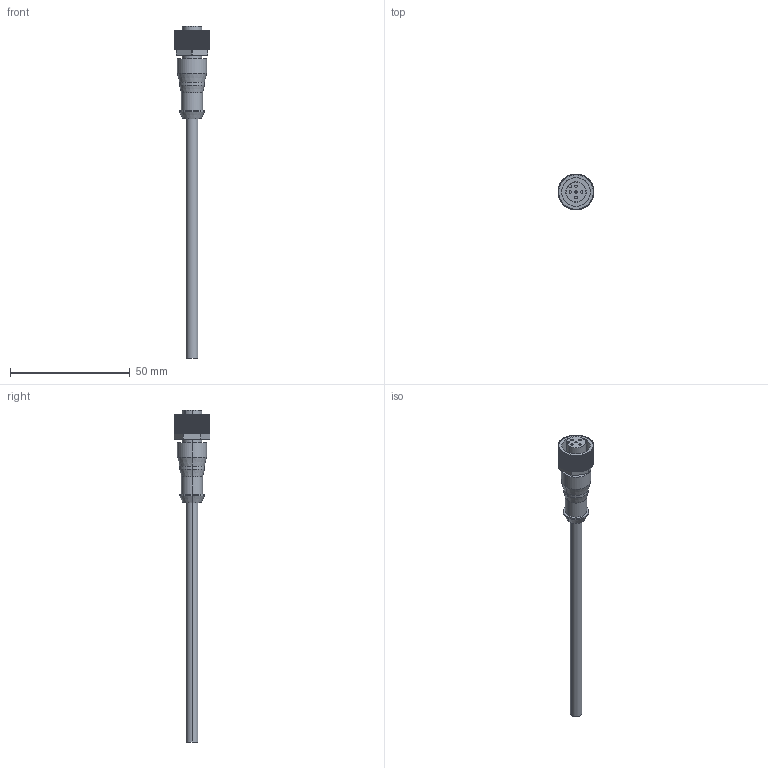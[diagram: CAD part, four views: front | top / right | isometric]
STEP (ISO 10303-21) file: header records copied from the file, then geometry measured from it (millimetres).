
FILE_DESCRIPTION (( 'STEP AP203' ), '1' );
FILE_NAME ('CD12M-0D-050-A1-A.step', '2022-10-27T12:58:19', ( '' ), ( '' ), 'SwSTEP 2.0', 'SolidWorks 2021', '' );
FILE_SCHEMA (( 'CONFIG_CONTROL_DESIGN' ));
Length unit declared in the file: inch
Products named in the file (1): CD12M-0D-050-A1-A
Bounding box: 15 x 15 x 138.9 mm (x, y, z)
Volume: 5509.3 mm3; surface area: 4482.5 mm2
Topology: 4 solids, 4 shells, 308 faces, 851 edges, 558 vertices
Faces by surface type: plane 195, cylinder 107, cone 6
Entity records: 9872 total; most frequent: CARTESIAN_POINT 1718, ORIENTED_EDGE 1702, DIRECTION 1693, EDGE_CURVE 851, LINE 627, VECTOR 627, VERTEX_POINT 558, AXIS2_PLACEMENT_3D 533
